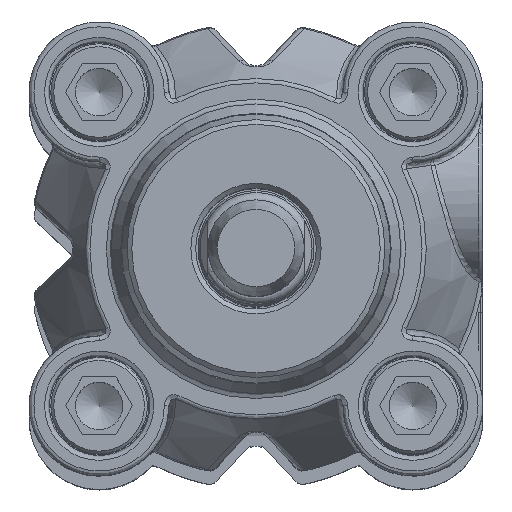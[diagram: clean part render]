
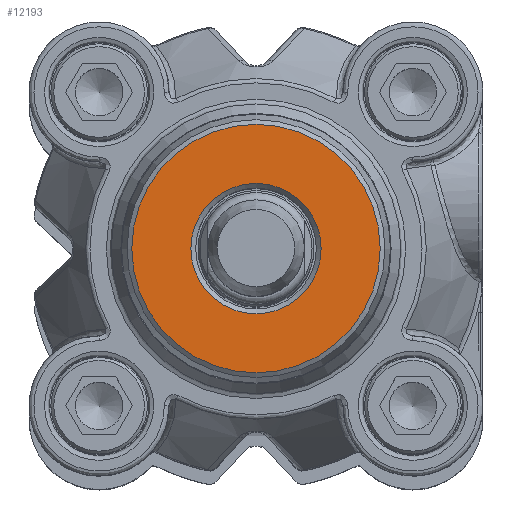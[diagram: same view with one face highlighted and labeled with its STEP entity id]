
A CAD part, top view. The second image highlights one B-rep face of the part: STEP entity #12193.
In plain terms, the highlighted planar face has unit normal (0, 0, 1).
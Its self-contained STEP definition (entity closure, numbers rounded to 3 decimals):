
#12142=CARTESIAN_POINT('',(6.75,0.,440.0));
#12143=VERTEX_POINT('',#12142);
#12144=CARTESIAN_POINT('',(0.0,0.0,440.0));
#12145=DIRECTION('',(0.0,0.0,1.0));
#12146=DIRECTION('',(-1.0,0.0,0.0));
#12147=AXIS2_PLACEMENT_3D('',#12144,#12145,#12146);
#12148=CIRCLE('',#12147,6.75);
#12149=EDGE_CURVE('',#12143,#12143,#12148,.T.);
#12174=CARTESIAN_POINT('',(0.0,-6.433,440.0));
#12175=DIRECTION('',(0.0,0.0,1.0));
#12176=DIRECTION('',(1.0,0.0,0.0));
#12177=AXIS2_PLACEMENT_3D('',#12174,#12175,#12176);
#12178=PLANE('',#12177);
#12179=CARTESIAN_POINT('',(0.0,-12.866,440.0));
#12180=VERTEX_POINT('',#12179);
#12181=CARTESIAN_POINT('',(0.0,0.0,440.0));
#12182=DIRECTION('',(0.0,0.0,1.0));
#12183=DIRECTION('',(0.0,-1.0,0.0));
#12184=AXIS2_PLACEMENT_3D('',#12181,#12182,#12183);
#12185=CIRCLE('',#12184,12.866);
#12186=EDGE_CURVE('',#12180,#12180,#12185,.T.);
#12187=ORIENTED_EDGE('',*,*,#12186,.T.);
#12188=EDGE_LOOP('',(#12187));
#12189=FACE_OUTER_BOUND('',#12188,.T.);
#12190=ORIENTED_EDGE('',*,*,#12149,.F.);
#12191=EDGE_LOOP('',(#12190));
#12192=FACE_BOUND('',#12191,.T.);
#12193=ADVANCED_FACE('',(#12189,#12192),#12178,.T.);
